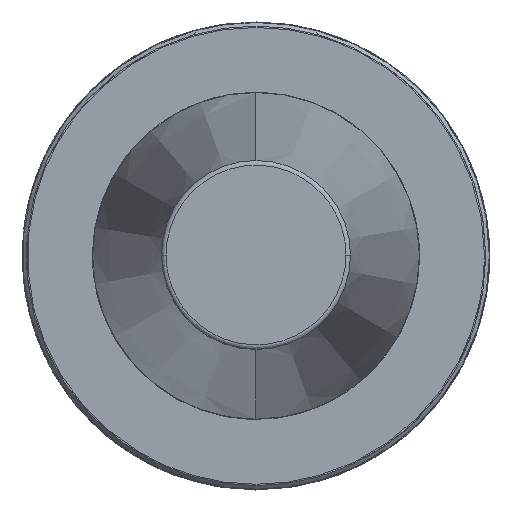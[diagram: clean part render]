
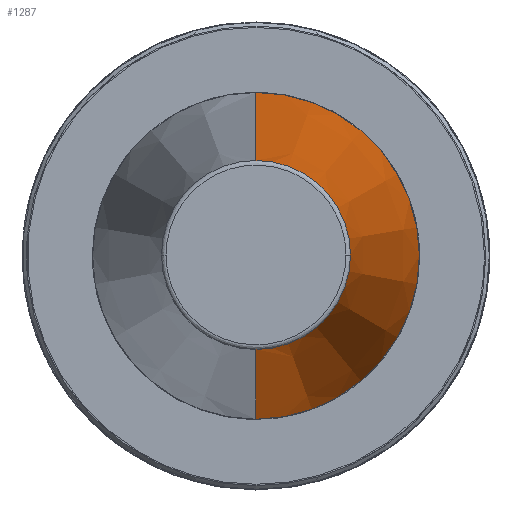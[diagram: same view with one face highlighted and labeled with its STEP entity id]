
A CAD part, top view. The second image highlights one B-rep face of the part: STEP entity #1287.
In plain terms, the highlighted conical face has half-angle 8.297 degrees and reference radius 34.925 mm.
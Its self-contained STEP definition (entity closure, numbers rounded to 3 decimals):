
#1 = ORIENTED_EDGE ( 'NONE', *, *, #508, .T. ) ;
#135 = DIRECTION ( 'NONE',  ( 0., 1., 0. ) ) ;
#139 = DIRECTION ( 'NONE',  ( 0., 0., -1. ) ) ;
#141 = CARTESIAN_POINT ( 'NONE',  ( 0., 0., 100.944 ) ) ;
#234 = DIRECTION ( 'NONE',  ( 0., 0.144, -0.99 ) ) ;
#276 = VECTOR ( 'NONE', #234, 1000. ) ;
#508 = EDGE_CURVE ( 'NONE', #1389, #2388, #2270, .T. ) ;
#597 = CARTESIAN_POINT ( 'NONE',  ( 0., 0., 0. ) ) ;
#824 = VERTEX_POINT ( 'NONE', #1979 ) ;
#838 = AXIS2_PLACEMENT_3D ( 'NONE', #1236, #1276, #1220 ) ;
#846 = EDGE_CURVE ( 'NONE', #2294, #1171, #2599, .T. ) ;
#882 = DIRECTION ( 'NONE',  ( 0., 1., 0. ) ) ;
#891 = CARTESIAN_POINT ( 'NONE',  ( 20.204, 0., 100.944 ) ) ;
#898 = ORIENTED_EDGE ( 'NONE', *, *, #2320, .T. ) ;
#928 = CARTESIAN_POINT ( 'NONE',  ( 0., 20.204, 100.944 ) ) ;
#1072 = AXIS2_PLACEMENT_3D ( 'NONE', #141, #139, #135 ) ;
#1158 = ORIENTED_EDGE ( 'NONE', *, *, #1587, .T. ) ;
#1171 = VERTEX_POINT ( 'NONE', #1377 ) ;
#1220 = DIRECTION ( 'NONE',  ( 0., 1., 0. ) ) ;
#1236 = CARTESIAN_POINT ( 'NONE',  ( 0., 0., 0. ) ) ;
#1276 = DIRECTION ( 'NONE',  ( 0., 0., -1. ) ) ;
#1287 = ADVANCED_FACE ( 'NONE', ( #2911 ), #3020, .T. ) ;
#1317 = LINE ( 'NONE', #2820, #276 ) ;
#1377 = CARTESIAN_POINT ( 'NONE',  ( 0., -34.925, 0. ) ) ;
#1389 = VERTEX_POINT ( 'NONE', #928 ) ;
#1440 = ORIENTED_EDGE ( 'NONE', *, *, #846, .T. ) ;
#1561 = CIRCLE ( 'NONE', #2409, 34.925 ) ;
#1587 = EDGE_CURVE ( 'NONE', #2388, #2294, #3302, .T. ) ;
#1627 = CARTESIAN_POINT ( 'NONE',  ( 0., -34.925, 0. ) ) ;
#1668 = EDGE_LOOP ( 'NONE', ( #1158, #1440, #898, #3215, #1 ) ) ;
#1923 = CARTESIAN_POINT ( 'NONE',  ( 0., -20.204, 100.944 ) ) ;
#1979 = CARTESIAN_POINT ( 'NONE',  ( 0., 34.925, 0. ) ) ;
#2149 = EDGE_CURVE ( 'NONE', #1389, #824, #1317, .T. ) ;
#2270 = CIRCLE ( 'NONE', #2510, 20.204 ) ;
#2279 = DIRECTION ( 'NONE',  ( 0., 0., -1. ) ) ;
#2294 = VERTEX_POINT ( 'NONE', #1923 ) ;
#2320 = EDGE_CURVE ( 'NONE', #1171, #824, #1561, .T. ) ;
#2356 = DIRECTION ( 'NONE',  ( 0., -0.144, -0.99 ) ) ;
#2388 = VERTEX_POINT ( 'NONE', #891 ) ;
#2409 = AXIS2_PLACEMENT_3D ( 'NONE', #597, #2675, #882 ) ;
#2510 = AXIS2_PLACEMENT_3D ( 'NONE', #2545, #2279, #3348 ) ;
#2545 = CARTESIAN_POINT ( 'NONE',  ( 0., 0., 100.944 ) ) ;
#2599 = LINE ( 'NONE', #1627, #2617 ) ;
#2617 = VECTOR ( 'NONE', #2356, 1000. ) ;
#2675 = DIRECTION ( 'NONE',  ( 0., 0., 1. ) ) ;
#2820 = CARTESIAN_POINT ( 'NONE',  ( 0., 34.925, 0. ) ) ;
#2911 = FACE_OUTER_BOUND ( 'NONE', #1668, .T. ) ;
#3020 = CONICAL_SURFACE ( 'NONE', #838, 34.925, 0.145 ) ;
#3215 = ORIENTED_EDGE ( 'NONE', *, *, #2149, .F. ) ;
#3302 = CIRCLE ( 'NONE', #1072, 20.204 ) ;
#3348 = DIRECTION ( 'NONE',  ( 0., 1., 0. ) ) ;
